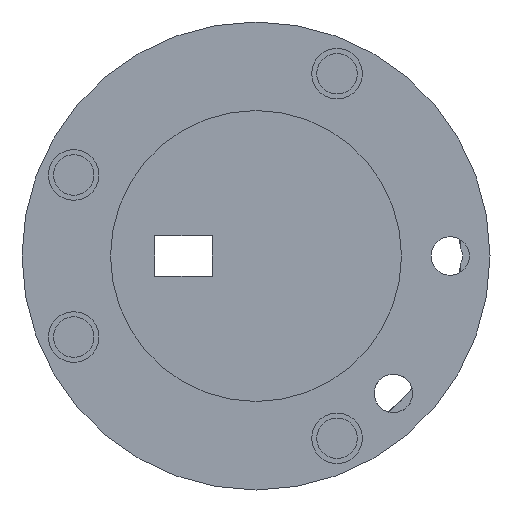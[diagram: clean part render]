
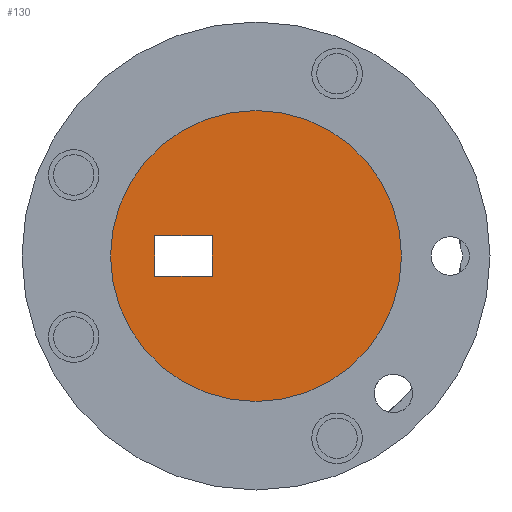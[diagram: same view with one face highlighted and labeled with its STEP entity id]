
A CAD part, front view. The second image highlights one B-rep face of the part: STEP entity #130.
In plain terms, the highlighted planar face has unit normal (0, -1, 0).
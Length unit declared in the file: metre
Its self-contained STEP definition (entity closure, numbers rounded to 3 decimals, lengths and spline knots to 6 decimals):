
#18 = PLANE ( 'NONE',  #941 ) ;
#60 = ORIENTED_EDGE ( 'NONE', *, *, #149, .F. ) ;
#98 = LINE ( 'NONE', #1053, #1215 ) ;
#108 = AXIS2_PLACEMENT_3D ( 'NONE', #1065, #1341, #603 ) ;
#120 = VERTEX_POINT ( 'NONE', #952 ) ;
#122 = VERTEX_POINT ( 'NONE', #1442 ) ;
#130 = ADVANCED_FACE ( 'NONE', ( #854, #366 ), #18, .F. ) ;
#132 = LINE ( 'NONE', #1208, #496 ) ;
#135 = DIRECTION ( 'NONE',  ( 0., 0., 1. ) ) ;
#136 = EDGE_LOOP ( 'NONE', ( #725, #1436, #588, #60 ) ) ;
#149 = EDGE_CURVE ( 'NONE', #122, #264, #191, .T. ) ;
#191 = LINE ( 'NONE', #1361, #1029 ) ;
#215 = ORIENTED_EDGE ( 'NONE', *, *, #1516, .F. ) ;
#259 = VERTEX_POINT ( 'NONE', #556 ) ;
#264 = VERTEX_POINT ( 'NONE', #1398 ) ;
#265 = CARTESIAN_POINT ( 'NONE',  ( -0.0215, -0.0405, -0.01 ) ) ;
#284 = DIRECTION ( 'NONE',  ( 0., 0., -1. ) ) ;
#321 = EDGE_CURVE ( 'NONE', #120, #122, #132, .T. ) ;
#337 = DIRECTION ( 'NONE',  ( 0., 0., 1. ) ) ;
#343 = AXIS2_PLACEMENT_3D ( 'NONE', #692, #912, #337 ) ;
#366 = FACE_OUTER_BOUND ( 'NONE', #1234, .T. ) ;
#496 = VECTOR ( 'NONE', #1446, 1. ) ;
#502 = VECTOR ( 'NONE', #1461, 1. ) ;
#556 = CARTESIAN_POINT ( 'NONE',  ( 0., -0.0405, 0.0718 ) ) ;
#588 = ORIENTED_EDGE ( 'NONE', *, *, #1410, .F. ) ;
#603 = DIRECTION ( 'NONE',  ( 0., 0., 1. ) ) ;
#692 = CARTESIAN_POINT ( 'NONE',  ( 0., -0.0405, 0. ) ) ;
#722 = DIRECTION ( 'NONE',  ( 0., 1., 0. ) ) ;
#725 = ORIENTED_EDGE ( 'NONE', *, *, #321, .F. ) ;
#730 = LINE ( 'NONE', #947, #502 ) ;
#854 = FACE_BOUND ( 'NONE', #136, .T. ) ;
#887 = CIRCLE ( 'NONE', #343, 0.0718 ) ;
#912 = DIRECTION ( 'NONE',  ( 0., 1., 0. ) ) ;
#941 = AXIS2_PLACEMENT_3D ( 'NONE', #1340, #722, #135 ) ;
#947 = CARTESIAN_POINT ( 'NONE',  ( -0.0215, -0.0405, -0.01 ) ) ;
#952 = CARTESIAN_POINT ( 'NONE',  ( -0.0215, -0.0405, 0.01 ) ) ;
#1029 = VECTOR ( 'NONE', #284, 1. ) ;
#1053 = CARTESIAN_POINT ( 'NONE',  ( -0.0215, -0.0405, -0.01 ) ) ;
#1065 = CARTESIAN_POINT ( 'NONE',  ( 0., -0.0405, 0. ) ) ;
#1208 = CARTESIAN_POINT ( 'NONE',  ( -0.0215, -0.0405, 0.01 ) ) ;
#1211 = CARTESIAN_POINT ( 'NONE',  ( 0., -0.0405, -0.0718 ) ) ;
#1215 = VECTOR ( 'NONE', #1294, 1. ) ;
#1234 = EDGE_LOOP ( 'NONE', ( #1421, #215 ) ) ;
#1292 = EDGE_CURVE ( 'NONE', #259, #1485, #887, .T. ) ;
#1294 = DIRECTION ( 'NONE',  ( 0., 0., 1. ) ) ;
#1317 = EDGE_CURVE ( 'NONE', #1527, #120, #98, .T. ) ;
#1340 = CARTESIAN_POINT ( 'NONE',  ( 0., -0.0405, 0. ) ) ;
#1341 = DIRECTION ( 'NONE',  ( 0., 1., 0. ) ) ;
#1361 = CARTESIAN_POINT ( 'NONE',  ( -0.050043, -0.0405, -0.01 ) ) ;
#1398 = CARTESIAN_POINT ( 'NONE',  ( -0.050043, -0.0405, -0.01 ) ) ;
#1410 = EDGE_CURVE ( 'NONE', #264, #1527, #730, .T. ) ;
#1414 = CIRCLE ( 'NONE', #108, 0.0718 ) ;
#1421 = ORIENTED_EDGE ( 'NONE', *, *, #1292, .F. ) ;
#1436 = ORIENTED_EDGE ( 'NONE', *, *, #1317, .F. ) ;
#1442 = CARTESIAN_POINT ( 'NONE',  ( -0.050043, -0.0405, 0.01 ) ) ;
#1446 = DIRECTION ( 'NONE',  ( -1., 0., 0. ) ) ;
#1461 = DIRECTION ( 'NONE',  ( 1., 0., 0. ) ) ;
#1485 = VERTEX_POINT ( 'NONE', #1211 ) ;
#1516 = EDGE_CURVE ( 'NONE', #1485, #259, #1414, .T. ) ;
#1527 = VERTEX_POINT ( 'NONE', #265 ) ;
